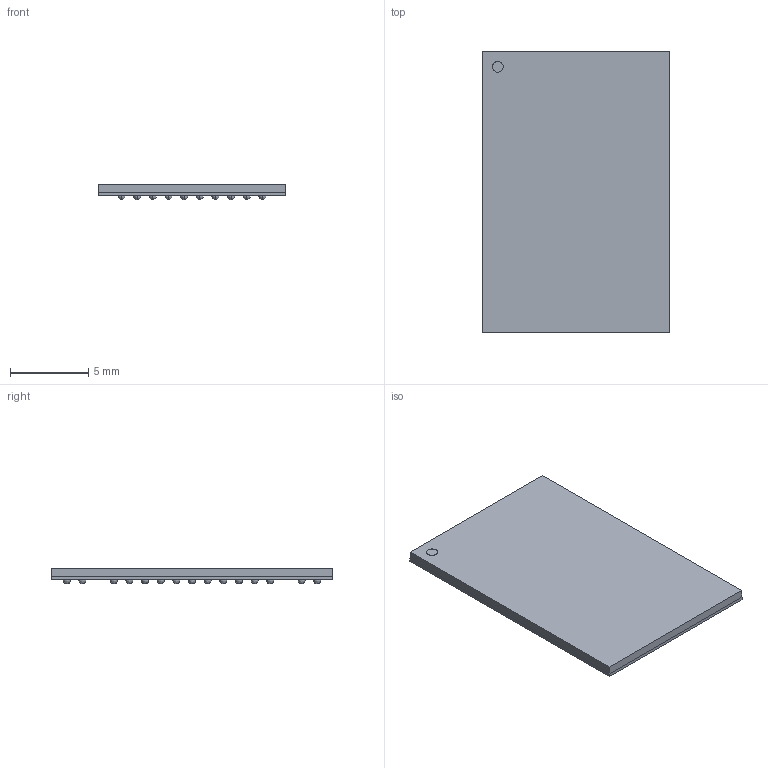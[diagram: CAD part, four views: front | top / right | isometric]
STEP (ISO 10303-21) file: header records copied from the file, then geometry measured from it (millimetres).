
FILE_DESCRIPTION (( 'STEP AP214' ), '1' );
FILE_NAME ('User Library-MT29F8G08ABCBBH1_v2.STEP', '2018-03-29T21:44:43', ( '' ), ( '' ), 'SwSTEP 2.0', 'SolidWorks 2018', '' );
FILE_SCHEMA (( 'AUTOMOTIVE_DESIGN' ));
Length unit declared in the file: millimetre
Products named in the file (1): User Library-MT29F8G08ABCBBH1_v2
Bounding box: 12 x 18 x 1 mm (x, y, z)
Volume: 162.8 mm3; surface area: 497.7 mm2
Topology: 1 solids, 1 shells, 217 faces, 935 edges, 422 vertices
Faces by surface type: bspline 200, plane 15, cylinder 2
Entity records: 13894 total; most frequent: CARTESIAN_POINT 7007, ORIENTED_EDGE 1070, DIRECTION 675, EDGE_CURVE 535, VERTEX_POINT 422, AXIS2_PLACEMENT_3D 322, EDGE_LOOP 319, CIRCLE 304
